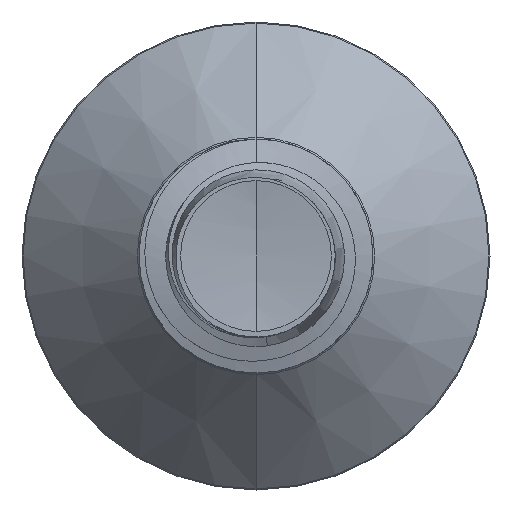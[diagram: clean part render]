
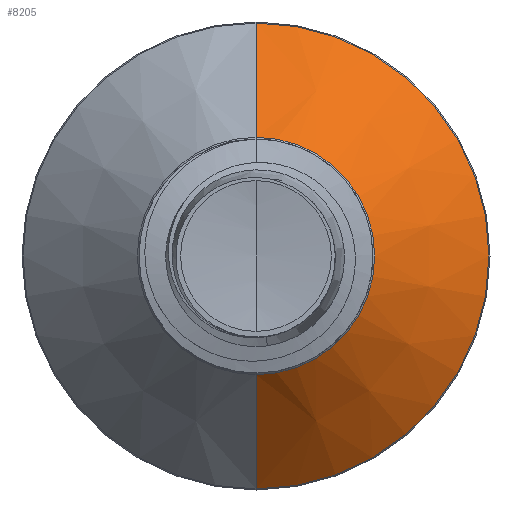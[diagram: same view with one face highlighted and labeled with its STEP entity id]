
A CAD part, front view. The second image highlights one B-rep face of the part: STEP entity #8205.
In plain terms, the highlighted conical face has half-angle 45 degrees and reference radius 1.522 mm.
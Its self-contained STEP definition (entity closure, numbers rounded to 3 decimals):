
#21 = VECTOR ( 'NONE', #2284, 1000. ) ;
#48 = DIRECTION ( 'NONE',  ( 0., 1., 0. ) ) ;
#137 = CARTESIAN_POINT ( 'NONE',  ( 0., 4.437, -2.987 ) ) ;
#433 = DIRECTION ( 'NONE',  ( 0., 1., 0. ) ) ;
#668 = AXIS2_PLACEMENT_3D ( 'NONE', #4560, #8639, #11617 ) ;
#1686 = LINE ( 'NONE', #4841, #12247 ) ;
#1922 = EDGE_CURVE ( 'NONE', #10620, #10129, #6000, .T. ) ;
#2215 = AXIS2_PLACEMENT_3D ( 'NONE', #6767, #433, #7819 ) ;
#2284 = DIRECTION ( 'NONE',  ( 0., 0.707, -0.707 ) ) ;
#3227 = ORIENTED_EDGE ( 'NONE', *, *, #4106, .F. ) ;
#3310 = AXIS2_PLACEMENT_3D ( 'NONE', #6410, #48, #7460 ) ;
#3564 = VERTEX_POINT ( 'NONE', #5216 ) ;
#4106 = EDGE_CURVE ( 'NONE', #3564, #10129, #12857, .T. ) ;
#4232 = ORIENTED_EDGE ( 'NONE', *, *, #9789, .T. ) ;
#4560 = CARTESIAN_POINT ( 'NONE',  ( 0., 2.972, 0. ) ) ;
#4841 = CARTESIAN_POINT ( 'NONE',  ( 0., 2.972, 1.522 ) ) ;
#5216 = CARTESIAN_POINT ( 'NONE',  ( 0., 4.437, 2.987 ) ) ;
#6000 = LINE ( 'NONE', #9502, #21 ) ;
#6410 = CARTESIAN_POINT ( 'NONE',  ( 0., 2.972, 0. ) ) ;
#6456 = EDGE_LOOP ( 'NONE', ( #4232, #12325, #3227, #10715 ) ) ;
#6535 = VERTEX_POINT ( 'NONE', #8370 ) ;
#6767 = CARTESIAN_POINT ( 'NONE',  ( 0., 4.437, 0. ) ) ;
#6941 = CONICAL_SURFACE ( 'NONE', #668, 1.522, 0.785 ) ;
#7460 = DIRECTION ( 'NONE',  ( 0., 0., 1. ) ) ;
#7819 = DIRECTION ( 'NONE',  ( 0., 0., 1. ) ) ;
#8205 = ADVANCED_FACE ( 'NONE', ( #9928 ), #6941, .T. ) ;
#8233 = EDGE_CURVE ( 'NONE', #6535, #3564, #1686, .T. ) ;
#8370 = CARTESIAN_POINT ( 'NONE',  ( 0., 2.972, 1.522 ) ) ;
#8639 = DIRECTION ( 'NONE',  ( 0., 1., 0. ) ) ;
#9502 = CARTESIAN_POINT ( 'NONE',  ( 0., 2.972, -1.522 ) ) ;
#9789 = EDGE_CURVE ( 'NONE', #6535, #10620, #10408, .T. ) ;
#9928 = FACE_OUTER_BOUND ( 'NONE', #6456, .T. ) ;
#10129 = VERTEX_POINT ( 'NONE', #137 ) ;
#10408 = CIRCLE ( 'NONE', #3310, 1.522 ) ;
#10620 = VERTEX_POINT ( 'NONE', #11813 ) ;
#10715 = ORIENTED_EDGE ( 'NONE', *, *, #8233, .F. ) ;
#11617 = DIRECTION ( 'NONE',  ( 0., 0., 1. ) ) ;
#11813 = CARTESIAN_POINT ( 'NONE',  ( 0., 2.972, -1.522 ) ) ;
#11882 = DIRECTION ( 'NONE',  ( 0., 0.707, 0.707 ) ) ;
#12247 = VECTOR ( 'NONE', #11882, 1000. ) ;
#12325 = ORIENTED_EDGE ( 'NONE', *, *, #1922, .T. ) ;
#12857 = CIRCLE ( 'NONE', #2215, 2.987 ) ;
